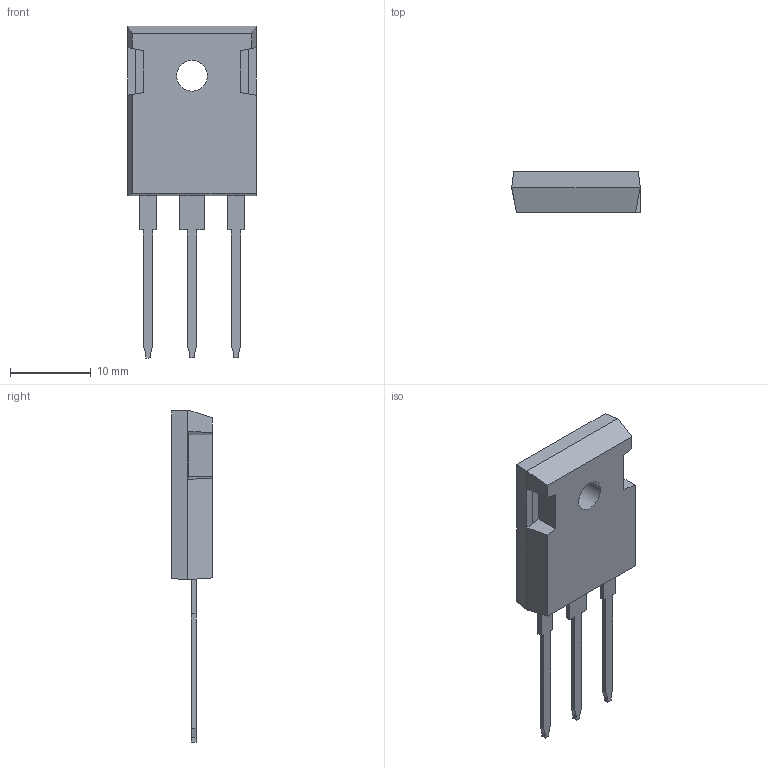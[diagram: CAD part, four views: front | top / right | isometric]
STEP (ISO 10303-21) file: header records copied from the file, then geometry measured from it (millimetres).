
FILE_DESCRIPTION(/* description */ ('Unknown'),/* implementation_level */ '2;1');
FILE_NAME(/* name */ 'TO247-3',/* time_stamp */ '2023-05-17T11:37:30+08:00',/* author */ ('Unknown'),/* organization */ ('Unknown'),/* preprocessor_version */ 'ST-DEVELOPER v18.102',/* originating_system */ 'Solid Edge',/* authorisation */ 'Unknown');
FILE_SCHEMA (('AUTOMOTIVE_DESIGN {1 0 10303 214 3 1 1}'));
Length unit declared in the file: millimetre
Products named in the file (4): TO247-3; Compound; EP; LDF
Assembly tree (3 placements, depth 2):
  TO247-3
    Compound
    EP
    LDF
Bounding box: 15.9 x 5.02 x 41.02 mm (x, y, z)
Volume: 1543.9 mm3; surface area: 1962.5 mm2
Topology: 5 solids, 5 shells, 97 faces, 260 edges, 171 vertices
Faces by surface type: plane 94, cylinder 3
Full cylindrical faces by diameter (mm): 3.811 x1, 7.18 x2
Entity records: 3068 total; most frequent: CARTESIAN_POINT 527, ORIENTED_EDGE 512, DIRECTION 464, EDGE_CURVE 256, LINE 250, VECTOR 250, VERTEX_POINT 170, AXIS2_PLACEMENT_3D 107
